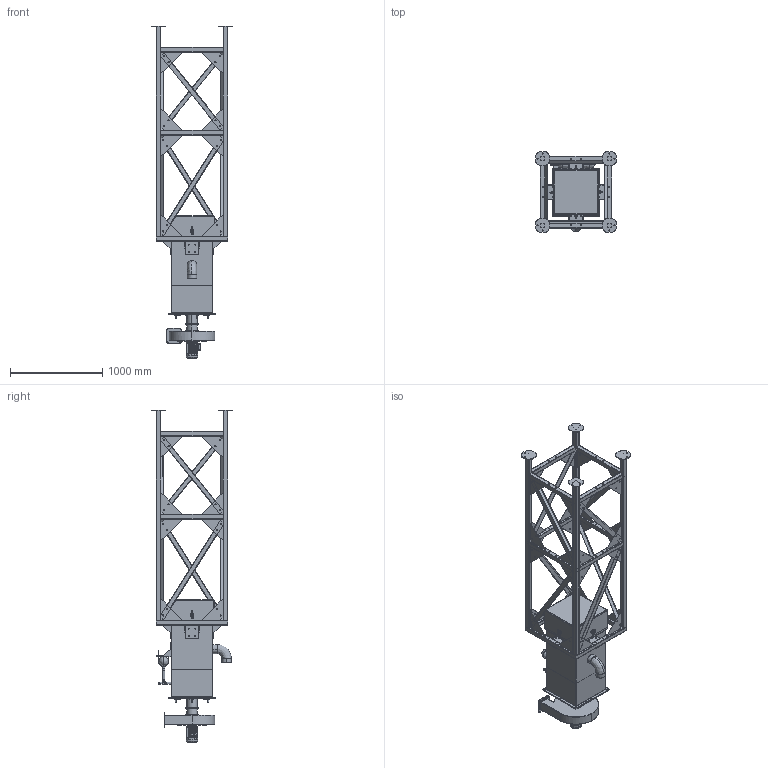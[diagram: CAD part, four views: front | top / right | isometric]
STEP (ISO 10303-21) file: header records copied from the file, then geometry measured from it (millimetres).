
FILE_DESCRIPTION(('FreeCAD Model'),'2;1');
FILE_NAME('Open CASCADE Shape Model','2025-04-29T23:32:45',('FreeCAD'),( 'FreeCAD'),'Open CASCADE STEP processor 7.6','FreeCAD','Unknown');
FILE_SCHEMA(('AUTOMOTIVE_DESIGN { 1 0 10303 214 1 1 1 1 }'));
Products named in the file (1): Open CASCADE STEP translator 7.6 1
Bounding box: 872.03 x 872.03 x 3591.9 mm (x, y, z)
Volume: 34202416.4 mm3; surface area: 21133712.4 mm2
Topology: 143 solids, 143 shells, 4537 faces, 11799 edges, 7611 vertices
Faces by surface type: bspline 4537
Entity records: 147757 total; most frequent: CARTESIAN_POINT 79058, ORIENTED_EDGE 23538, EDGE_CURVE 11769, VERTEX_POINT 7611, B_SPLINE_CURVE_WITH_KNOTS 7249, FACE_BOUND 5740, EDGE_LOOP 5740, ADVANCED_FACE 4537
